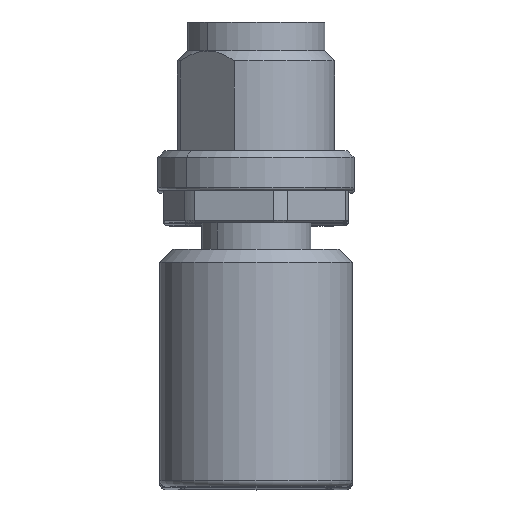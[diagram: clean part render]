
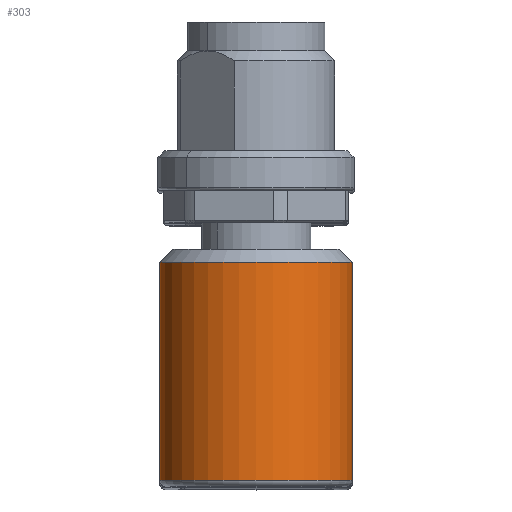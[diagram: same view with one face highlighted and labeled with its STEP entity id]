
A CAD part, top view. The second image highlights one B-rep face of the part: STEP entity #303.
In plain terms, the highlighted cylindrical face has radius 7.35 mm (diameter 14.7 mm), a partial arc.
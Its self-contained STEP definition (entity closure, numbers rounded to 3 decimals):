
#303 = ADVANCED_FACE ( 'NONE', ( #2451 ), #805, .T. ) ;
#577 = CARTESIAN_POINT ( 'NONE',  ( 7.35, -19.6, 52.1 ) ) ;
#619 = VERTEX_POINT ( 'NONE', #577 ) ;
#805 = CYLINDRICAL_SURFACE ( 'NONE', #1614, 7.35 ) ;
#854 = AXIS2_PLACEMENT_3D ( 'NONE', #5549, #1060, #3887 ) ;
#920 = DIRECTION ( 'NONE',  ( 0., 1., 0. ) ) ;
#1060 = DIRECTION ( 'NONE',  ( 0., -1., 0. ) ) ;
#1204 = ORIENTED_EDGE ( 'NONE', *, *, #5948, .F. ) ;
#1348 = EDGE_CURVE ( 'NONE', #619, #4517, #4010, .T. ) ;
#1431 = VERTEX_POINT ( 'NONE', #4916 ) ;
#1614 = AXIS2_PLACEMENT_3D ( 'NONE', #4699, #1935, #1829 ) ;
#1827 = DIRECTION ( 'NONE',  ( 0., -1., 0. ) ) ;
#1829 = DIRECTION ( 'NONE',  ( -1., 0., 0. ) ) ;
#1914 = AXIS2_PLACEMENT_3D ( 'NONE', #4192, #920, #4816 ) ;
#1935 = DIRECTION ( 'NONE',  ( 0., -1., 0. ) ) ;
#2020 = EDGE_CURVE ( 'NONE', #1431, #4517, #2411, .T. ) ;
#2278 = CARTESIAN_POINT ( 'NONE',  ( 7.35, -3., 52.1 ) ) ;
#2285 = ORIENTED_EDGE ( 'NONE', *, *, #2020, .T. ) ;
#2347 = EDGE_LOOP ( 'NONE', ( #4580, #1204, #2285, #4595 ) ) ;
#2411 = LINE ( 'NONE', #6907, #6045 ) ;
#2451 = FACE_OUTER_BOUND ( 'NONE', #2347, .T. ) ;
#2689 = LINE ( 'NONE', #5596, #7227 ) ;
#3887 = DIRECTION ( 'NONE',  ( 0., 0., 1. ) ) ;
#4010 = CIRCLE ( 'NONE', #854, 7.35 ) ;
#4192 = CARTESIAN_POINT ( 'NONE',  ( 0., -3., 52.1 ) ) ;
#4206 = CARTESIAN_POINT ( 'NONE',  ( -7.35, -19.6, 52.1 ) ) ;
#4517 = VERTEX_POINT ( 'NONE', #4206 ) ;
#4580 = ORIENTED_EDGE ( 'NONE', *, *, #4621, .F. ) ;
#4595 = ORIENTED_EDGE ( 'NONE', *, *, #1348, .F. ) ;
#4621 = EDGE_CURVE ( 'NONE', #6182, #619, #2689, .T. ) ;
#4699 = CARTESIAN_POINT ( 'NONE',  ( 0., -2.6, 52.1 ) ) ;
#4816 = DIRECTION ( 'NONE',  ( 1., 0., 0. ) ) ;
#4903 = DIRECTION ( 'NONE',  ( 0., -1., 0. ) ) ;
#4916 = CARTESIAN_POINT ( 'NONE',  ( -7.35, -3., 52.1 ) ) ;
#5549 = CARTESIAN_POINT ( 'NONE',  ( 0., -19.6, 52.1 ) ) ;
#5596 = CARTESIAN_POINT ( 'NONE',  ( 7.35, -2.6, 52.1 ) ) ;
#5948 = EDGE_CURVE ( 'NONE', #1431, #6182, #6152, .T. ) ;
#6045 = VECTOR ( 'NONE', #1827, 1000. ) ;
#6152 = CIRCLE ( 'NONE', #1914, 7.35 ) ;
#6182 = VERTEX_POINT ( 'NONE', #2278 ) ;
#6907 = CARTESIAN_POINT ( 'NONE',  ( -7.35, -2.6, 52.1 ) ) ;
#7227 = VECTOR ( 'NONE', #4903, 1000. ) ;
